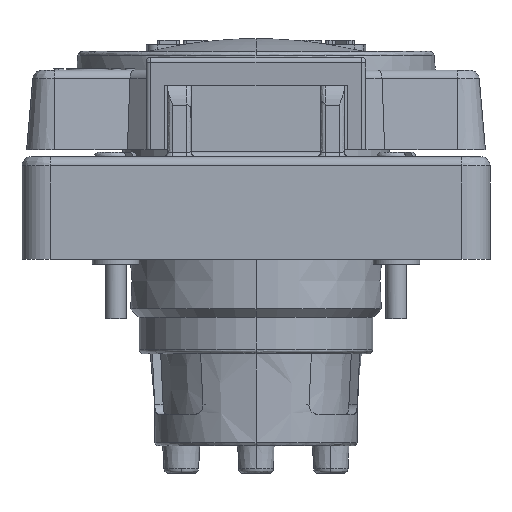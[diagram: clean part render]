
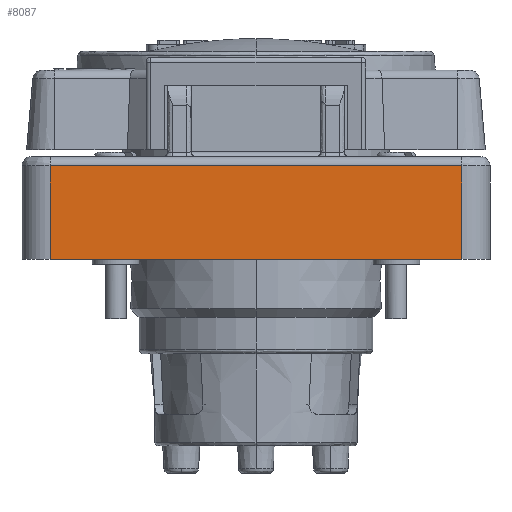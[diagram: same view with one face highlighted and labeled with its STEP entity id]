
A CAD part, front view. The second image highlights one B-rep face of the part: STEP entity #8087.
In plain terms, the highlighted planar face has unit normal (0, -1, 0).
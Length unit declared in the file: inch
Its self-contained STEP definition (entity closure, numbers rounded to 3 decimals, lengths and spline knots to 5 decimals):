
#1715 = PLANE ( 'NONE',  #25668 ) ;
#1865 = FACE_OUTER_BOUND ( 'NONE', #3359, .T. ) ;
#1975 = LINE ( 'NONE', #26817, #29297 ) ;
#3006 = EDGE_CURVE ( 'NONE', #13657, #19239, #21022, .T. ) ;
#3359 = EDGE_LOOP ( 'NONE', ( #12970, #20614, #20738, #17881 ) ) ;
#4334 = DIRECTION ( 'NONE',  ( 0., -1., 0. ) ) ;
#5326 = EDGE_CURVE ( 'NONE', #21674, #19239, #25644, .T. ) ;
#5580 = DIRECTION ( 'NONE',  ( 1., 0., 0. ) ) ;
#6462 = DIRECTION ( 'NONE',  ( 0., 0., -1. ) ) ;
#8087 = ADVANCED_FACE ( 'NONE', ( #1865 ), #1715, .T. ) ;
#11205 = CARTESIAN_POINT ( 'NONE',  ( 0., -2.3125, -0.16017 ) ) ;
#12846 = DIRECTION ( 'NONE',  ( 0., 0., -1. ) ) ;
#12970 = ORIENTED_EDGE ( 'NONE', *, *, #22835, .T. ) ;
#13504 = VECTOR ( 'NONE', #25473, 39.37008 ) ;
#13619 = VECTOR ( 'NONE', #5580, 39.37008 ) ;
#13657 = VERTEX_POINT ( 'NONE', #20478 ) ;
#14615 = CARTESIAN_POINT ( 'NONE',  ( 1.3755, -2.3125, -0.78517 ) ) ;
#17881 = ORIENTED_EDGE ( 'NONE', *, *, #23737, .F. ) ;
#19239 = VERTEX_POINT ( 'NONE', #14615 ) ;
#20278 = VERTEX_POINT ( 'NONE', #25460 ) ;
#20478 = CARTESIAN_POINT ( 'NONE',  ( 1.3755, -2.3125, -0.16017 ) ) ;
#20614 = ORIENTED_EDGE ( 'NONE', *, *, #5326, .T. ) ;
#20738 = ORIENTED_EDGE ( 'NONE', *, *, #3006, .F. ) ;
#21022 = LINE ( 'NONE', #31045, #28607 ) ;
#21674 = VERTEX_POINT ( 'NONE', #26479 ) ;
#22219 = CARTESIAN_POINT ( 'NONE',  ( 1.3755, -2.3125, -0.78517 ) ) ;
#22835 = EDGE_CURVE ( 'NONE', #20278, #21674, #1975, .T. ) ;
#23737 = EDGE_CURVE ( 'NONE', #20278, #13657, #28077, .T. ) ;
#24712 = DIRECTION ( 'NONE',  ( 1., 0., 0. ) ) ;
#25312 = CARTESIAN_POINT ( 'NONE',  ( 1.3755, -2.3125, -0.78517 ) ) ;
#25460 = CARTESIAN_POINT ( 'NONE',  ( -1.3755, -2.3125, -0.16017 ) ) ;
#25473 = DIRECTION ( 'NONE',  ( 1., 0., 0. ) ) ;
#25644 = LINE ( 'NONE', #25312, #13504 ) ;
#25668 = AXIS2_PLACEMENT_3D ( 'NONE', #22219, #4334, #24712 ) ;
#26479 = CARTESIAN_POINT ( 'NONE',  ( -1.3755, -2.3125, -0.78517 ) ) ;
#26817 = CARTESIAN_POINT ( 'NONE',  ( -1.3755, -2.3125, -0.78517 ) ) ;
#28077 = LINE ( 'NONE', #11205, #13619 ) ;
#28607 = VECTOR ( 'NONE', #12846, 39.37008 ) ;
#29297 = VECTOR ( 'NONE', #6462, 39.37008 ) ;
#31045 = CARTESIAN_POINT ( 'NONE',  ( 1.3755, -2.3125, -0.78517 ) ) ;
